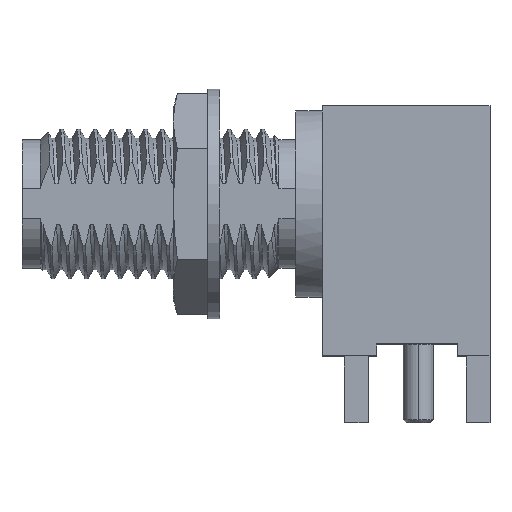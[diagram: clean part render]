
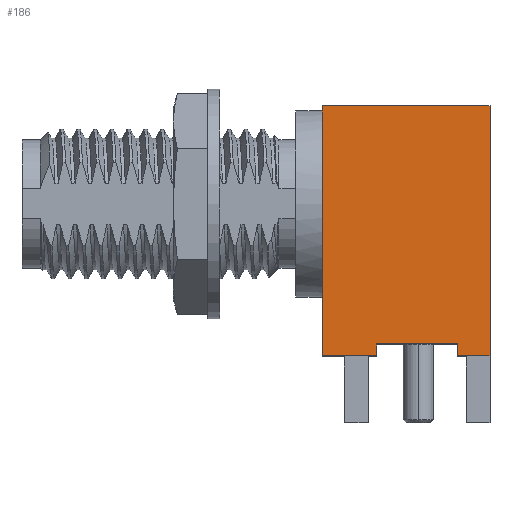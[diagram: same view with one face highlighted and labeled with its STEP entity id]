
A CAD part, top view. The second image highlights one B-rep face of the part: STEP entity #186.
In plain terms, the highlighted planar face has unit normal (0, 0, 1).
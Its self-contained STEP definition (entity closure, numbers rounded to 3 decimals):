
#186=ADVANCED_FACE('',(#597),#598,.T.);
#597=FACE_OUTER_BOUND('',#1174,.T.);
#598=PLANE('',#1175);
#1174=EDGE_LOOP('',(#6041,#6042,#6043,#6044,#6045,#6046,#6047,#6048,#6049,#6050));
#1175=AXIS2_PLACEMENT_3D('',#6051,#6052,#6053);
#6041=ORIENTED_EDGE('',*,*,#7810,.T.);
#6042=ORIENTED_EDGE('',*,*,#7813,.F.);
#6043=ORIENTED_EDGE('',*,*,#7814,.T.);
#6044=ORIENTED_EDGE('',*,*,#7815,.F.);
#6045=ORIENTED_EDGE('',*,*,#7797,.T.);
#6046=ORIENTED_EDGE('',*,*,#7713,.T.);
#6047=ORIENTED_EDGE('',*,*,#7802,.F.);
#6048=ORIENTED_EDGE('',*,*,#7711,.F.);
#6049=ORIENTED_EDGE('',*,*,#7710,.F.);
#6050=ORIENTED_EDGE('',*,*,#7729,.T.);
#6051=CARTESIAN_POINT('',(13.462,0.0,3.5));
#6052=DIRECTION('',(0.0,0.0,1.0));
#6053=DIRECTION('',(1.0,-0.0,0.0));
#7710=EDGE_CURVE('',#8806,#8803,#8808,.T.);
#7711=EDGE_CURVE('',#8803,#8809,#8810,.T.);
#7713=EDGE_CURVE('',#8812,#8813,#8814,.T.);
#7729=EDGE_CURVE('',#8806,#8839,#8841,.T.);
#7797=EDGE_CURVE('',#8959,#8812,#8960,.T.);
#7802=EDGE_CURVE('',#8809,#8813,#8967,.T.);
#7810=EDGE_CURVE('',#8839,#8978,#8979,.T.);
#7813=EDGE_CURVE('',#8983,#8978,#8984,.T.);
#7814=EDGE_CURVE('',#8983,#8985,#8986,.T.);
#7815=EDGE_CURVE('',#8959,#8985,#8987,.T.);
#8803=VERTEX_POINT('',#12870);
#8806=VERTEX_POINT('',#12875);
#8808=LINE('',#12878,#12879);
#8809=VERTEX_POINT('',#12880);
#8810=LINE('',#12881,#12882);
#8812=VERTEX_POINT('',#12885);
#8813=VERTEX_POINT('',#12886);
#8814=LINE('',#12887,#12888);
#8839=VERTEX_POINT('',#12927);
#8841=LINE('',#12930,#12931);
#8959=VERTEX_POINT('',#13199);
#8960=LINE('',#13200,#13201);
#8967=LINE('',#13212,#13213);
#8978=VERTEX_POINT('',#13231);
#8979=LINE('',#13232,#13233);
#8983=VERTEX_POINT('',#13239);
#8984=LINE('',#13240,#13241);
#8985=VERTEX_POINT('',#13242);
#8986=LINE('',#13243,#13244);
#8987=LINE('',#13245,#13246);
#12870=CARTESIAN_POINT('',(15.162,-6.35,3.5));
#12875=CARTESIAN_POINT('',(16.502,-6.35,3.5));
#12878=CARTESIAN_POINT('',(16.502,-6.35,3.5));
#12879=VECTOR('',#15533,1.34);
#12880=CARTESIAN_POINT('',(15.162,-5.85,3.5));
#12881=CARTESIAN_POINT('',(15.162,-6.35,3.5));
#12882=VECTOR('',#15534,0.5);
#12885=CARTESIAN_POINT('',(11.762,-6.35,3.5));
#12886=CARTESIAN_POINT('',(11.762,-5.85,3.5));
#12887=CARTESIAN_POINT('',(11.762,-6.35,3.5));
#12888=VECTOR('',#15536,0.5);
#12927=CARTESIAN_POINT('',(16.502,4.09,3.5));
#12930=CARTESIAN_POINT('',(16.502,-6.35,3.5));
#12931=VECTOR('',#15552,10.44);
#13199=CARTESIAN_POINT('',(9.502,-6.35,3.5));
#13200=CARTESIAN_POINT('',(9.502,-6.35,3.5));
#13201=VECTOR('',#15613,2.26);
#13212=CARTESIAN_POINT('',(15.162,-5.85,3.5));
#13213=VECTOR('',#15618,3.4);
#13231=CARTESIAN_POINT('',(9.502,4.09,3.5));
#13232=CARTESIAN_POINT('',(16.502,4.09,3.5));
#13233=VECTOR('',#15626,7.0);
#13239=CARTESIAN_POINT('',(9.502,1.72,3.5));
#13240=CARTESIAN_POINT('',(9.502,1.72,3.5));
#13241=VECTOR('',#15629,2.37);
#13242=CARTESIAN_POINT('',(9.502,-1.72,3.5));
#13243=CARTESIAN_POINT('',(9.502,1.72,3.5));
#13244=VECTOR('',#15630,3.441);
#13245=CARTESIAN_POINT('',(9.502,-6.35,3.5));
#13246=VECTOR('',#15631,4.63);
#15533=DIRECTION('',(-1.0,0.0,0.0));
#15534=DIRECTION('',(0.0,1.0,0.0));
#15536=DIRECTION('',(0.0,1.0,0.0));
#15552=DIRECTION('',(0.0,1.0,0.0));
#15613=DIRECTION('',(1.0,0.0,0.0));
#15618=DIRECTION('',(-1.0,0.0,0.0));
#15626=DIRECTION('',(-1.0,0.0,0.0));
#15629=DIRECTION('',(0.0,1.0,0.0));
#15630=DIRECTION('',(0.0,-1.0,0.0));
#15631=DIRECTION('',(0.0,1.0,0.0));
